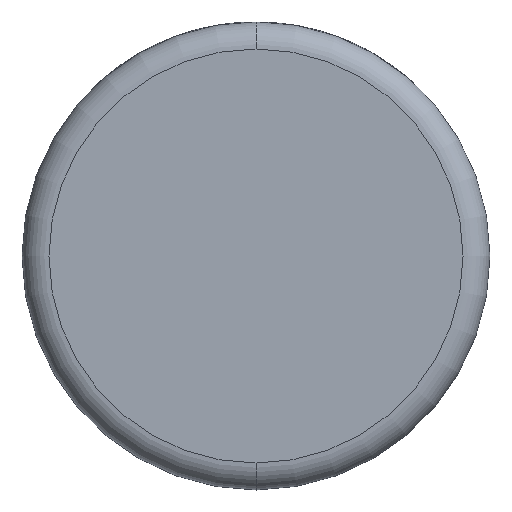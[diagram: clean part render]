
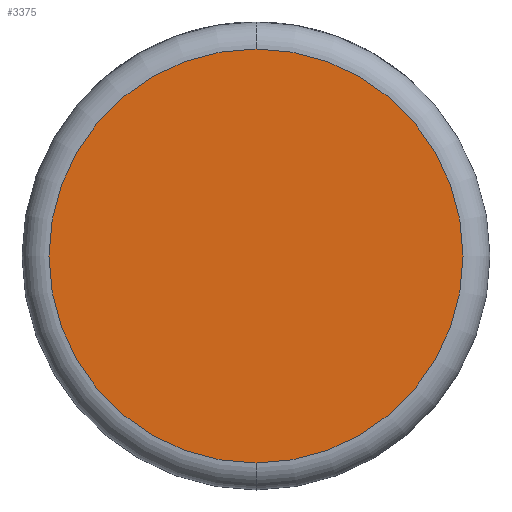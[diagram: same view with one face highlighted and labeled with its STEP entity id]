
A CAD part, front view. The second image highlights one B-rep face of the part: STEP entity #3375.
In plain terms, the highlighted planar face has unit normal (0, -1, 0).
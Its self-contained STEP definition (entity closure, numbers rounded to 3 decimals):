
#377 = AXIS2_PLACEMENT_3D ( 'NONE', #1097, #3359, #749 ) ;
#749 = DIRECTION ( 'NONE',  ( 0., 0., 1. ) ) ;
#906 = CARTESIAN_POINT ( 'NONE',  ( 0., 0., 0. ) ) ;
#1097 = CARTESIAN_POINT ( 'NONE',  ( 0., 0., 0. ) ) ;
#1226 = PLANE ( 'NONE',  #4312 ) ;
#1790 = AXIS2_PLACEMENT_3D ( 'NONE', #4493, #2238, #1899 ) ;
#1899 = DIRECTION ( 'NONE',  ( 0., 0., 1. ) ) ;
#2061 = VERTEX_POINT ( 'NONE', #4127 ) ;
#2238 = DIRECTION ( 'NONE',  ( 0., -1., 0. ) ) ;
#2265 = FACE_OUTER_BOUND ( 'NONE', #3157, .T. ) ;
#2711 = CIRCLE ( 'NONE', #377, 11.502 ) ;
#2740 = DIRECTION ( 'NONE',  ( 0., 1., 0. ) ) ;
#2915 = CARTESIAN_POINT ( 'NONE',  ( 0., 0., -11.502 ) ) ;
#3157 = EDGE_LOOP ( 'NONE', ( #4660, #4595 ) ) ;
#3344 = EDGE_CURVE ( 'NONE', #4701, #2061, #4145, .T. ) ;
#3359 = DIRECTION ( 'NONE',  ( 0., -1., 0. ) ) ;
#3375 = ADVANCED_FACE ( 'NONE', ( #2265 ), #1226, .F. ) ;
#3525 = DIRECTION ( 'NONE',  ( 0., 0., 1. ) ) ;
#3776 = EDGE_CURVE ( 'NONE', #2061, #4701, #2711, .T. ) ;
#4127 = CARTESIAN_POINT ( 'NONE',  ( 0., 0., 11.502 ) ) ;
#4145 = CIRCLE ( 'NONE', #1790, 11.502 ) ;
#4312 = AXIS2_PLACEMENT_3D ( 'NONE', #906, #2740, #3525 ) ;
#4493 = CARTESIAN_POINT ( 'NONE',  ( 0., 0., 0. ) ) ;
#4595 = ORIENTED_EDGE ( 'NONE', *, *, #3344, .T. ) ;
#4660 = ORIENTED_EDGE ( 'NONE', *, *, #3776, .T. ) ;
#4701 = VERTEX_POINT ( 'NONE', #2915 ) ;
